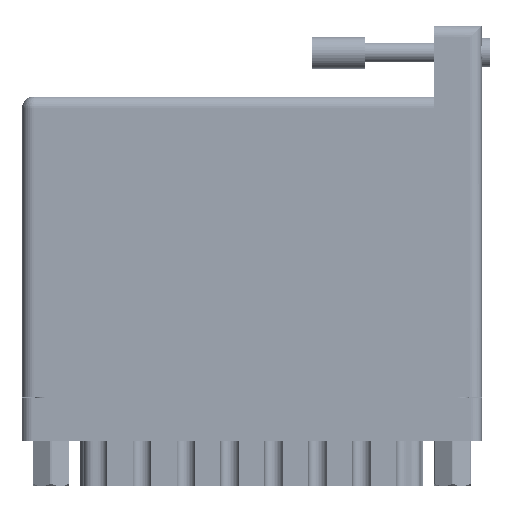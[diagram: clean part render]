
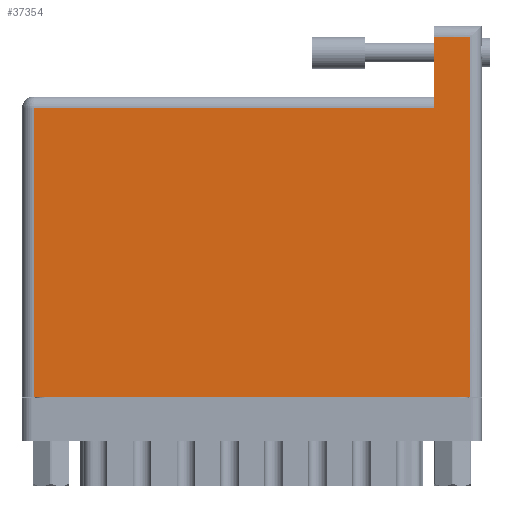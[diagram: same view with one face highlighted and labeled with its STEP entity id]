
A CAD part, front view. The second image highlights one B-rep face of the part: STEP entity #37354.
In plain terms, the highlighted face is planar.
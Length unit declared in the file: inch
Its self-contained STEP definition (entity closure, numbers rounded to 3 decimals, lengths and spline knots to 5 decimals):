
#844 = DIRECTION ( 'NONE',  ( 0., 0., -1. ) ) ;
#2307 = DIRECTION ( 'NONE',  ( 0., 1., 0. ) ) ;
#5267 = VERTEX_POINT ( 'NONE', #21971 ) ;
#6214 = LINE ( 'NONE', #26256, #44910 ) ;
#7745 = EDGE_CURVE ( 'NONE', #13180, #31979, #19340, .T. ) ;
#8659 = FACE_OUTER_BOUND ( 'NONE', #27398, .T. ) ;
#8969 = DIRECTION ( 'NONE',  ( 1., 0., 0. ) ) ;
#9476 = VECTOR ( 'NONE', #67553, 39.37008 ) ;
#10147 = CARTESIAN_POINT ( 'NONE',  ( 2.648, 0., 0. ) ) ;
#11441 = DIRECTION ( 'NONE',  ( 0., -1., 0. ) ) ;
#12677 = VERTEX_POINT ( 'NONE', #84130 ) ;
#13180 = VERTEX_POINT ( 'NONE', #24546 ) ;
#14847 = EDGE_CURVE ( 'NONE', #60079, #44254, #15082, .T. ) ;
#15082 = LINE ( 'NONE', #55026, #68096 ) ;
#19340 = LINE ( 'NONE', #72329, #57735 ) ;
#21971 = CARTESIAN_POINT ( 'NONE',  ( 2.438, 2.125, 0. ) ) ;
#24546 = CARTESIAN_POINT ( 'NONE',  ( 2.438, 1.705, 0. ) ) ;
#26256 = CARTESIAN_POINT ( 'NONE',  ( 0., 2.125, 0. ) ) ;
#27398 = EDGE_LOOP ( 'NONE', ( #76744, #30380, #84157, #50322, #32872, #34723 ) ) ;
#28850 = CARTESIAN_POINT ( 'NONE',  ( 2.648, 2.195, 0. ) ) ;
#30380 = ORIENTED_EDGE ( 'NONE', *, *, #50954, .T. ) ;
#31267 = EDGE_CURVE ( 'NONE', #12677, #5267, #6214, .T. ) ;
#31979 = VERTEX_POINT ( 'NONE', #43763 ) ;
#32872 = ORIENTED_EDGE ( 'NONE', *, *, #31267, .T. ) ;
#33890 = CARTESIAN_POINT ( 'NONE',  ( 0., 1.775, 0. ) ) ;
#34723 = ORIENTED_EDGE ( 'NONE', *, *, #70187, .T. ) ;
#37354 = ADVANCED_FACE ( 'NONE', ( #8659 ), #40411, .F. ) ;
#39303 = DIRECTION ( 'NONE',  ( -1., 0., 0. ) ) ;
#40411 = PLANE ( 'NONE',  #85692 ) ;
#41062 = CARTESIAN_POINT ( 'NONE',  ( 0.07, 0., 0. ) ) ;
#43517 = LINE ( 'NONE', #41062, #9476 ) ;
#43763 = CARTESIAN_POINT ( 'NONE',  ( 0.07, 1.705, 0. ) ) ;
#43803 = CARTESIAN_POINT ( 'NONE',  ( 0.07, 0., 0. ) ) ;
#44254 = VERTEX_POINT ( 'NONE', #10147 ) ;
#44910 = VECTOR ( 'NONE', #70989, 39.37008 ) ;
#47156 = VECTOR ( 'NONE', #11441, 39.37008 ) ;
#49664 = LINE ( 'NONE', #28850, #64952 ) ;
#50322 = ORIENTED_EDGE ( 'NONE', *, *, #68279, .T. ) ;
#50954 = EDGE_CURVE ( 'NONE', #31979, #60079, #43517, .T. ) ;
#55026 = CARTESIAN_POINT ( 'NONE',  ( 0., 0., 0. ) ) ;
#57735 = VECTOR ( 'NONE', #39303, 39.37008 ) ;
#58767 = LINE ( 'NONE', #84837, #47156 ) ;
#60079 = VERTEX_POINT ( 'NONE', #43803 ) ;
#64952 = VECTOR ( 'NONE', #2307, 39.37008 ) ;
#67333 = DIRECTION ( 'NONE',  ( -1., 0., 0. ) ) ;
#67553 = DIRECTION ( 'NONE',  ( 0., -1., 0. ) ) ;
#68096 = VECTOR ( 'NONE', #8969, 39.37008 ) ;
#68279 = EDGE_CURVE ( 'NONE', #44254, #12677, #49664, .T. ) ;
#70187 = EDGE_CURVE ( 'NONE', #5267, #13180, #58767, .T. ) ;
#70989 = DIRECTION ( 'NONE',  ( -1., 0., 0. ) ) ;
#72329 = CARTESIAN_POINT ( 'NONE',  ( 0., 1.705, 0. ) ) ;
#76744 = ORIENTED_EDGE ( 'NONE', *, *, #7745, .T. ) ;
#84130 = CARTESIAN_POINT ( 'NONE',  ( 2.648, 2.125, 0. ) ) ;
#84157 = ORIENTED_EDGE ( 'NONE', *, *, #14847, .T. ) ;
#84837 = CARTESIAN_POINT ( 'NONE',  ( 2.438, 2.195, 0. ) ) ;
#85692 = AXIS2_PLACEMENT_3D ( 'NONE', #33890, #844, #67333 ) ;
